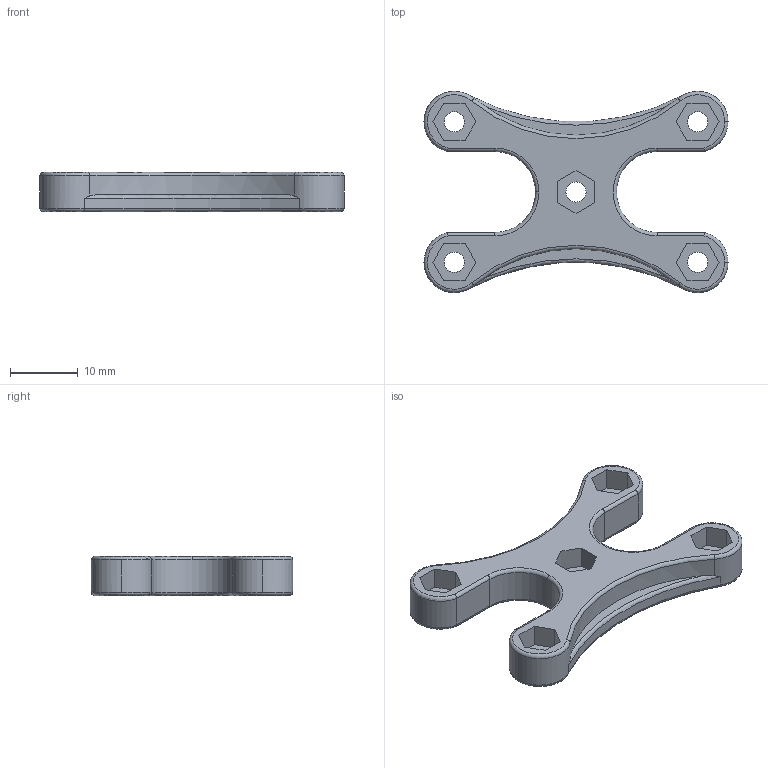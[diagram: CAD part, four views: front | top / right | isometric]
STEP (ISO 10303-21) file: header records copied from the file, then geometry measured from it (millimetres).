
FILE_DESCRIPTION (( 'STEP AP203' ), '1' );
FILE_NAME ('effector_clip_duale3d.STEP', '2016-03-21T15:41:05', ( '' ), ( '' ), 'SwSTEP 2.0', 'SolidWorks 2015', '' );
FILE_SCHEMA (( 'CONFIG_CONTROL_DESIGN' ));
Length unit declared in the file: millimetre
Products named in the file (1): effector_clip_duale3d
Bounding box: 45 x 29.78 x 5.8 mm (x, y, z)
Volume: 3440.7 mm3; surface area: 2868.9 mm2
Topology: 1 solids, 1 shells, 98 faces, 249 edges, 158 vertices
Faces by surface type: plane 43, cylinder 31, torus 24
Entity records: 3104 total; most frequent: CARTESIAN_POINT 586, DIRECTION 529, ORIENTED_EDGE 498, EDGE_CURVE 249, AXIS2_PLACEMENT_3D 197, VERTEX_POINT 158, VECTOR 135, LINE 135
